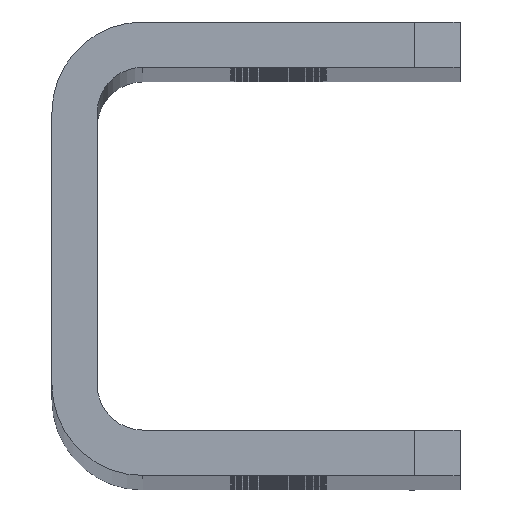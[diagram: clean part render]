
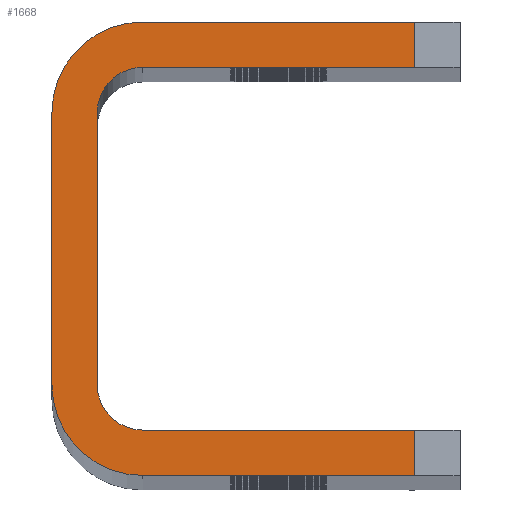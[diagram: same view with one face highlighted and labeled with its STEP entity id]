
A CAD part, top view. The second image highlights one B-rep face of the part: STEP entity #1668.
In plain terms, the highlighted planar face has unit normal (0, 0, 1).
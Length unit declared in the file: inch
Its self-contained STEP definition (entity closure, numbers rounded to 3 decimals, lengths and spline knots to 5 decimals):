
#27=PLANE($,#1893);
#36=LINE($,#2502,#80);
#44=LINE($,#2748,#88);
#57=LINE($,#2775,#101);
#60=LINE($,#2780,#104);
#61=LINE($,#2783,#105);
#64=LINE($,#2793,#108);
#68=LINE($,#2803,#112);
#70=LINE($,#2811,#114);
#80=VECTOR($,#2026,0.75);
#88=VECTOR($,#2314,0.75);
#101=VECTOR($,#2335,0.75);
#104=VECTOR($,#2340,0.125);
#105=VECTOR($,#2343,0.125);
#108=VECTOR($,#2358,0.75);
#112=VECTOR($,#2368,0.75);
#114=VECTOR($,#2378,0.75);
#391=FACE_OUTER_BOUND($,#667,.T.);
#667=EDGE_LOOP($,(#1504,#1505,#1506,#1507,#1508,#1509,#1510,#1511,#1512,
#1513,#1514,#1515));
#800=CIRCLE($,#1880,0.25);
#802=CIRCLE($,#1883,0.25);
#803=CIRCLE($,#1886,0.125);
#804=CIRCLE($,#1889,0.125);
#852=VERTEX_POINT($,#2499);
#853=VERTEX_POINT($,#2501);
#950=VERTEX_POINT($,#2745);
#951=VERTEX_POINT($,#2747);
#960=VERTEX_POINT($,#2772);
#961=VERTEX_POINT($,#2774);
#962=VERTEX_POINT($,#2778);
#963=VERTEX_POINT($,#2782);
#964=VERTEX_POINT($,#2791);
#965=VERTEX_POINT($,#2795);
#967=VERTEX_POINT($,#2801);
#968=VERTEX_POINT($,#2805);
#1018=EDGE_CURVE($,#853,#852,#36,.T.);
#1118=EDGE_CURVE($,#951,#950,#44,.T.);
#1131=EDGE_CURVE($,#961,#960,#57,.T.);
#1134=EDGE_CURVE($,#962,#950,#60,.T.);
#1135=EDGE_CURVE($,#961,#963,#61,.T.);
#1137=EDGE_CURVE($,#960,#853,#800,.T.);
#1139=EDGE_CURVE($,#852,#951,#802,.T.);
#1141=EDGE_CURVE($,#962,#964,#64,.T.);
#1142=EDGE_CURVE($,#964,#965,#803,.T.);
#1146=EDGE_CURVE($,#965,#967,#68,.T.);
#1147=EDGE_CURVE($,#967,#968,#804,.T.);
#1150=EDGE_CURVE($,#968,#963,#70,.T.);
#1504=ORIENTED_EDGE($,*,*,#1134,.F.);
#1505=ORIENTED_EDGE($,*,*,#1141,.T.);
#1506=ORIENTED_EDGE($,*,*,#1142,.T.);
#1507=ORIENTED_EDGE($,*,*,#1146,.T.);
#1508=ORIENTED_EDGE($,*,*,#1147,.T.);
#1509=ORIENTED_EDGE($,*,*,#1150,.T.);
#1510=ORIENTED_EDGE($,*,*,#1135,.F.);
#1511=ORIENTED_EDGE($,*,*,#1131,.T.);
#1512=ORIENTED_EDGE($,*,*,#1137,.T.);
#1513=ORIENTED_EDGE($,*,*,#1018,.T.);
#1514=ORIENTED_EDGE($,*,*,#1139,.T.);
#1515=ORIENTED_EDGE($,*,*,#1118,.T.);
#1668=ADVANCED_FACE($,(#391),#27,.T.);
#1880=AXIS2_PLACEMENT_3D($,#2786,#2347,#2348);
#1883=AXIS2_PLACEMENT_3D($,#2789,#2353,#2354);
#1886=AXIS2_PLACEMENT_3D($,#2796,#2361,#2362);
#1889=AXIS2_PLACEMENT_3D($,#2806,#2371,#2372);
#1893=AXIS2_PLACEMENT_3D($,#2814,#2382,#2383);
#2026=DIRECTION($,(0.,-1.,0.));
#2314=DIRECTION($,(1.,0.,0.));
#2335=DIRECTION($,(-1.,0.,0.));
#2340=DIRECTION($,(0.,-1.,0.));
#2343=DIRECTION($,(0.,-1.,0.));
#2347=DIRECTION('center_axis',(0.,0.,1.));
#2348=DIRECTION('ref_axis',(0.,1.,0.));
#2353=DIRECTION('center_axis',(0.,0.,1.));
#2354=DIRECTION('ref_axis',(-1.,0.,0.));
#2358=DIRECTION($,(-1.,0.,0.));
#2361=DIRECTION('center_axis',(0.,0.,-1.));
#2362=DIRECTION('ref_axis',(1.,0.,0.));
#2368=DIRECTION($,(0.,1.,0.));
#2371=DIRECTION('center_axis',(0.,0.,-1.));
#2372=DIRECTION('ref_axis',(0.,-1.,0.));
#2378=DIRECTION($,(1.,0.,0.));
#2382=DIRECTION('center_axis',(0.,0.,1.));
#2383=DIRECTION('ref_axis',(1.,0.,0.));
#2499=CARTESIAN_POINT('',(0.,0.25,0.));
#2501=CARTESIAN_POINT('',(0.,1.,0.));
#2502=CARTESIAN_POINT($,(0.,1.,0.));
#2745=CARTESIAN_POINT('',(1.,0.,0.));
#2747=CARTESIAN_POINT('',(0.25,0.,0.));
#2748=CARTESIAN_POINT($,(0.25,0.,0.));
#2772=CARTESIAN_POINT('',(0.25,1.25,0.));
#2774=CARTESIAN_POINT('',(1.,1.25,0.));
#2775=CARTESIAN_POINT($,(1.125,1.25,0.));
#2778=CARTESIAN_POINT('',(1.,0.125,0.));
#2780=CARTESIAN_POINT($,(1.,0.375,0.));
#2782=CARTESIAN_POINT('',(1.,1.125,0.));
#2783=CARTESIAN_POINT($,(1.,0.9375,0.));
#2786=CARTESIAN_POINT('Origin',(0.25,1.,0.));
#2789=CARTESIAN_POINT('Origin',(0.25,0.25,0.));
#2791=CARTESIAN_POINT('',(0.25,0.125,0.));
#2793=CARTESIAN_POINT($,(1.125,0.125,0.));
#2795=CARTESIAN_POINT('',(0.125,0.25,0.));
#2796=CARTESIAN_POINT('Origin',(0.25,0.25,0.));
#2801=CARTESIAN_POINT('',(0.125,1.,0.));
#2803=CARTESIAN_POINT($,(0.125,0.25,0.));
#2805=CARTESIAN_POINT('',(0.25,1.125,0.));
#2806=CARTESIAN_POINT('Origin',(0.25,1.,0.));
#2811=CARTESIAN_POINT($,(0.25,1.125,0.));
#2814=CARTESIAN_POINT('Origin',(0.47035,0.625,0.));
